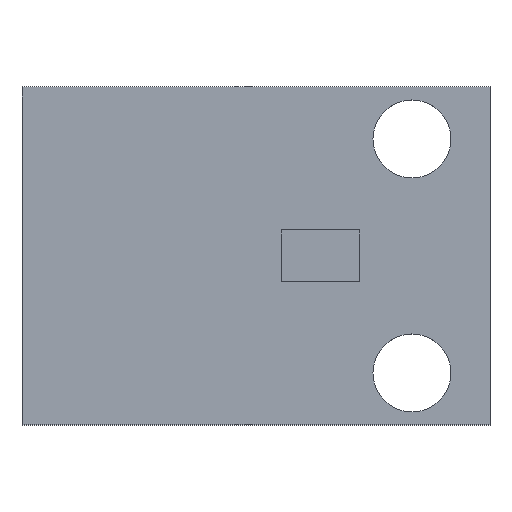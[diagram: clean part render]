
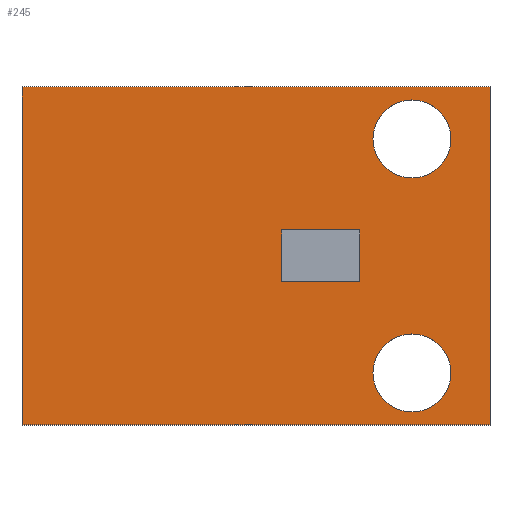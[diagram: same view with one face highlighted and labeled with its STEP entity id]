
A CAD part, top view. The second image highlights one B-rep face of the part: STEP entity #245.
In plain terms, the highlighted planar face has unit normal (0, 0, 1).
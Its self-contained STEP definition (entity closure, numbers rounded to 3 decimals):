
#13=FACE_BOUND('',#54,.T.);
#14=FACE_BOUND('',#55,.T.);
#17=CIRCLE('',#269,1.5);
#19=CIRCLE('',#272,1.5);
#39=FACE_OUTER_BOUND('',#53,.T.);
#53=EDGE_LOOP('',(#209,#210,#211,#212));
#54=EDGE_LOOP('',(#213));
#55=EDGE_LOOP('',(#214));
#75=LINE('',#390,#101);
#78=LINE('',#396,#104);
#81=LINE('',#402,#107);
#84=LINE('',#406,#110);
#101=VECTOR('',#324,10.);
#104=VECTOR('',#329,10.);
#107=VECTOR('',#334,10.);
#110=VECTOR('',#339,10.);
#119=VERTEX_POINT('',#372);
#121=VERTEX_POINT('',#378);
#125=VERTEX_POINT('',#387);
#126=VERTEX_POINT('',#389);
#128=VERTEX_POINT('',#395);
#130=VERTEX_POINT('',#401);
#143=EDGE_CURVE('',#119,#119,#17,.T.);
#146=EDGE_CURVE('',#121,#121,#19,.T.);
#151=EDGE_CURVE('',#126,#125,#75,.T.);
#154=EDGE_CURVE('',#128,#126,#78,.T.);
#157=EDGE_CURVE('',#130,#128,#81,.T.);
#160=EDGE_CURVE('',#125,#130,#84,.T.);
#209=ORIENTED_EDGE('',*,*,#160,.T.);
#210=ORIENTED_EDGE('',*,*,#157,.T.);
#211=ORIENTED_EDGE('',*,*,#154,.T.);
#212=ORIENTED_EDGE('',*,*,#151,.T.);
#213=ORIENTED_EDGE('',*,*,#146,.T.);
#214=ORIENTED_EDGE('',*,*,#143,.T.);
#231=PLANE('',#278);
#245=ADVANCED_FACE('',(#39,#13,#14),#231,.T.);
#269=AXIS2_PLACEMENT_3D('',#373,#308,#309);
#272=AXIS2_PLACEMENT_3D('',#379,#315,#316);
#278=AXIS2_PLACEMENT_3D('',#407,#340,#341);
#308=DIRECTION('center_axis',(0.,0.,-1.));
#309=DIRECTION('ref_axis',(1.,0.,0.));
#315=DIRECTION('center_axis',(0.,0.,-1.));
#316=DIRECTION('ref_axis',(1.,0.,0.));
#324=DIRECTION('',(0.,-1.,0.));
#329=DIRECTION('',(-1.,0.,0.));
#334=DIRECTION('',(0.,1.,0.));
#339=DIRECTION('',(1.,0.,0.));
#340=DIRECTION('center_axis',(0.,0.,1.));
#341=DIRECTION('ref_axis',(1.,0.,0.));
#372=CARTESIAN_POINT('',(13.5,2.,1.27));
#373=CARTESIAN_POINT('Origin',(15.,2.,1.27));
#378=CARTESIAN_POINT('',(13.5,11.,1.27));
#379=CARTESIAN_POINT('Origin',(15.,11.,1.27));
#387=CARTESIAN_POINT('',(0.,0.,1.27));
#389=CARTESIAN_POINT('',(0.,13.,1.27));
#390=CARTESIAN_POINT('',(0.,0.,1.27));
#395=CARTESIAN_POINT('',(18.,13.,1.27));
#396=CARTESIAN_POINT('',(0.,13.,1.27));
#401=CARTESIAN_POINT('',(18.,0.,1.27));
#402=CARTESIAN_POINT('',(18.,13.,1.27));
#406=CARTESIAN_POINT('',(18.,0.,1.27));
#407=CARTESIAN_POINT('Origin',(9.,6.5,1.27));
